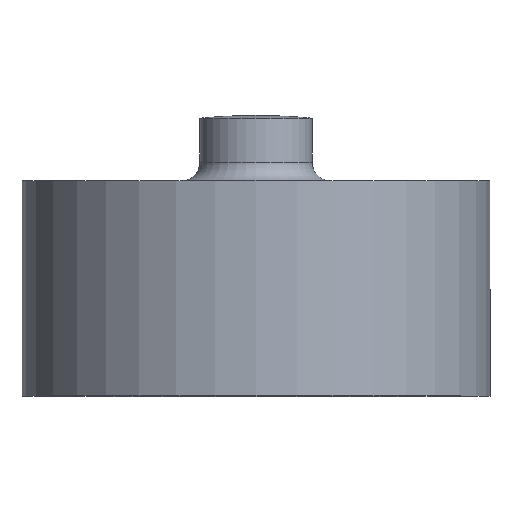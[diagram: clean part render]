
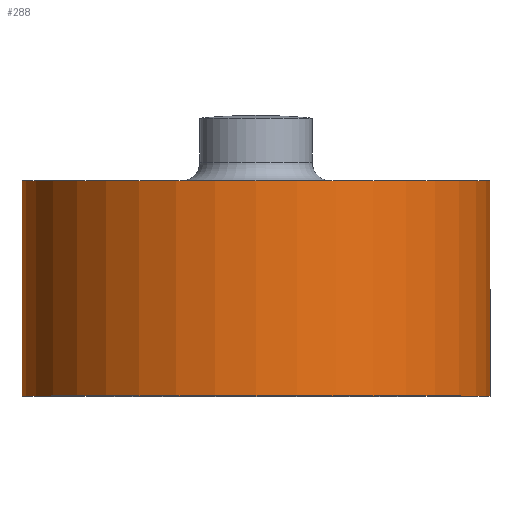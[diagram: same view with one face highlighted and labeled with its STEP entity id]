
A CAD part, top view. The second image highlights one B-rep face of the part: STEP entity #288.
In plain terms, the highlighted cylindrical face has radius 25 mm (diameter 50 mm), a partial arc.
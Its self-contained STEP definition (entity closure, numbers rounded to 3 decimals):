
#17 = CIRCLE ( 'NONE', #938, 25. ) ;
#35 = ORIENTED_EDGE ( 'NONE', *, *, #908, .F. ) ;
#43 = CARTESIAN_POINT ( 'NONE',  ( -25., 0., 0. ) ) ;
#61 = EDGE_LOOP ( 'NONE', ( #702, #135, #853, #35 ) ) ;
#87 = DIRECTION ( 'NONE',  ( 0., 1., 0. ) ) ;
#98 = VERTEX_POINT ( 'NONE', #401 ) ;
#135 = ORIENTED_EDGE ( 'NONE', *, *, #698, .T. ) ;
#165 = FACE_OUTER_BOUND ( 'NONE', #61, .T. ) ;
#167 = CIRCLE ( 'NONE', #341, 25. ) ;
#257 = CARTESIAN_POINT ( 'NONE',  ( 0., 30., 0. ) ) ;
#261 = EDGE_CURVE ( 'NONE', #283, #98, #167, .T. ) ;
#283 = VERTEX_POINT ( 'NONE', #1036 ) ;
#288 = ADVANCED_FACE ( 'NONE', ( #165 ), #585, .T. ) ;
#341 = AXIS2_PLACEMENT_3D ( 'NONE', #684, #869, #610 ) ;
#343 = VECTOR ( 'NONE', #737, 1000. ) ;
#355 = CARTESIAN_POINT ( 'NONE',  ( -25., 30., 0. ) ) ;
#401 = CARTESIAN_POINT ( 'NONE',  ( 25., 23., 0. ) ) ;
#405 = CARTESIAN_POINT ( 'NONE',  ( 25., 30., 0. ) ) ;
#443 = CARTESIAN_POINT ( 'NONE',  ( 25., 0., 0. ) ) ;
#452 = LINE ( 'NONE', #405, #343 ) ;
#552 = VECTOR ( 'NONE', #605, 1000. ) ;
#559 = CARTESIAN_POINT ( 'NONE',  ( 0., 0., 0. ) ) ;
#577 = EDGE_CURVE ( 'NONE', #989, #917, #17, .T. ) ;
#585 = CYLINDRICAL_SURFACE ( 'NONE', #586, 25. ) ;
#586 = AXIS2_PLACEMENT_3D ( 'NONE', #257, #87, #690 ) ;
#605 = DIRECTION ( 'NONE',  ( 0., 1., 0. ) ) ;
#610 = DIRECTION ( 'NONE',  ( -1., 0., 0. ) ) ;
#684 = CARTESIAN_POINT ( 'NONE',  ( 0., 23., 0. ) ) ;
#690 = DIRECTION ( 'NONE',  ( -1., 0., 0. ) ) ;
#698 = EDGE_CURVE ( 'NONE', #917, #98, #452, .T. ) ;
#702 = ORIENTED_EDGE ( 'NONE', *, *, #577, .T. ) ;
#737 = DIRECTION ( 'NONE',  ( 0., 1., 0. ) ) ;
#756 = DIRECTION ( 'NONE',  ( -1., 0., 0. ) ) ;
#853 = ORIENTED_EDGE ( 'NONE', *, *, #261, .F. ) ;
#869 = DIRECTION ( 'NONE',  ( 0., 1., 0. ) ) ;
#908 = EDGE_CURVE ( 'NONE', #989, #283, #1065, .T. ) ;
#917 = VERTEX_POINT ( 'NONE', #443 ) ;
#936 = DIRECTION ( 'NONE',  ( 0., 1., 0. ) ) ;
#938 = AXIS2_PLACEMENT_3D ( 'NONE', #559, #936, #756 ) ;
#989 = VERTEX_POINT ( 'NONE', #43 ) ;
#1036 = CARTESIAN_POINT ( 'NONE',  ( -25., 23., 0. ) ) ;
#1065 = LINE ( 'NONE', #355, #552 ) ;
